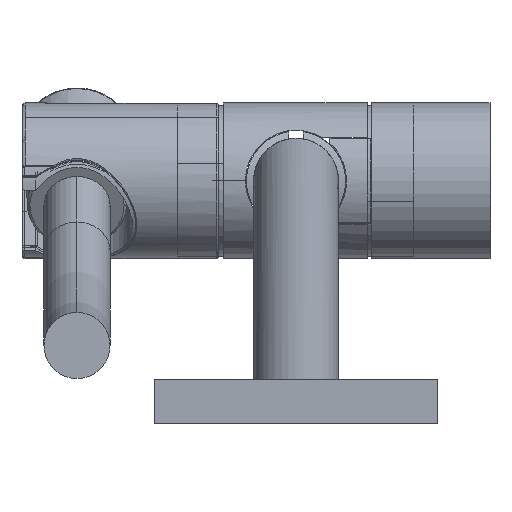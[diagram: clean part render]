
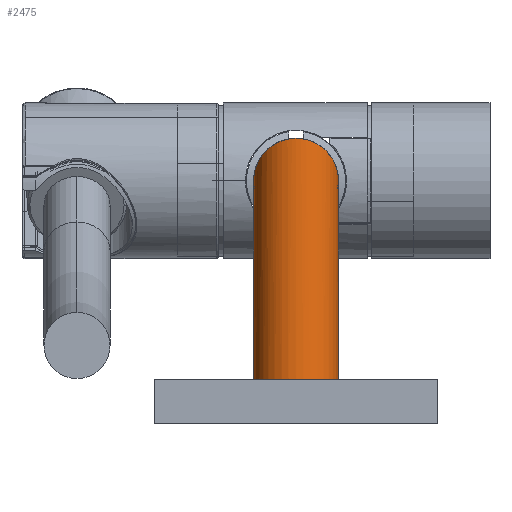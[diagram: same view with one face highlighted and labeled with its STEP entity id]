
A CAD part, front view. The second image highlights one B-rep face of the part: STEP entity #2475.
In plain terms, the highlighted cylindrical face has radius 9 mm (diameter 18 mm), a partial arc.
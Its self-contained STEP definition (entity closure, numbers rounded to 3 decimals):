
#73 =( BOUNDED_CURVE ( )  B_SPLINE_CURVE ( 3, ( #1093, #1657, #1001, #1252 ),
 .UNSPECIFIED., .F., .F. ) 
 B_SPLINE_CURVE_WITH_KNOTS ( ( 4, 4 ),
 ( 4.712, 6.283 ),
 .UNSPECIFIED. ) 
 CURVE ( )  GEOMETRIC_REPRESENTATION_ITEM ( )  RATIONAL_B_SPLINE_CURVE ( ( 1., 0.805, 0.805, 1. ) ) 
 REPRESENTATION_ITEM ( '' )  );
#197 = CARTESIAN_POINT ( 'NONE',  ( 9., -400., -48. ) ) ;
#352 = CARTESIAN_POINT ( 'NONE',  ( 9., -400., 0. ) ) ;
#412 = CARTESIAN_POINT ( 'NONE',  ( 0., -409., 9. ) ) ;
#814 = VERTEX_POINT ( 'NONE', #5892 ) ;
#882 = CARTESIAN_POINT ( 'NONE',  ( 9., -405.272, 5.272 ) ) ;
#1001 = CARTESIAN_POINT ( 'NONE',  ( -5.272, -409., 9. ) ) ;
#1080 = DIRECTION ( 'NONE',  ( -1., 0., 0. ) ) ;
#1093 = CARTESIAN_POINT ( 'NONE',  ( -9., -400., 0. ) ) ;
#1101 = DIRECTION ( 'NONE',  ( 0., 0., -1. ) ) ;
#1109 = CARTESIAN_POINT ( 'NONE',  ( 5.272, -409., 9. ) ) ;
#1110 = CARTESIAN_POINT ( 'NONE',  ( 0., -400., -48. ) ) ;
#1187 = DIRECTION ( 'NONE',  ( 0., 0., -1. ) ) ;
#1252 = CARTESIAN_POINT ( 'NONE',  ( 0., -409., 9. ) ) ;
#1545 = EDGE_CURVE ( 'NONE', #3562, #7856, #7301, .T. ) ;
#1547 = DIRECTION ( 'NONE',  ( 0., 0., -1. ) ) ;
#1576 = EDGE_CURVE ( 'NONE', #7856, #6730, #5904, .T. ) ;
#1598 = EDGE_CURVE ( 'NONE', #5530, #814, #5861, .T. ) ;
#1603 = CARTESIAN_POINT ( 'NONE',  ( -9., -400., 0. ) ) ;
#1641 = ORIENTED_EDGE ( 'NONE', *, *, #1576, .F. ) ;
#1657 = CARTESIAN_POINT ( 'NONE',  ( -9., -405.272, 5.272 ) ) ;
#1668 = EDGE_CURVE ( 'NONE', #5530, #3562, #73, .T. ) ;
#1677 = EDGE_CURVE ( 'NONE', #6730, #814, #5782, .T. ) ;
#2475 = ADVANCED_FACE ( 'NONE', ( #4264 ), #4169, .T. ) ;
#2518 = ORIENTED_EDGE ( 'NONE', *, *, #1545, .F. ) ;
#2880 = EDGE_LOOP ( 'NONE', ( #1641, #2518, #3295, #4162, #5107 ) ) ;
#2967 = DIRECTION ( 'NONE',  ( -1., 0., 0. ) ) ;
#3192 = AXIS2_PLACEMENT_3D ( 'NONE', #7650, #1547, #2967 ) ;
#3295 = ORIENTED_EDGE ( 'NONE', *, *, #1668, .F. ) ;
#3562 = VERTEX_POINT ( 'NONE', #7645 ) ;
#4162 = ORIENTED_EDGE ( 'NONE', *, *, #1598, .T. ) ;
#4169 = CYLINDRICAL_SURFACE ( 'NONE', #3192, 9. ) ;
#4264 = FACE_OUTER_BOUND ( 'NONE', #2880, .T. ) ;
#4516 = CARTESIAN_POINT ( 'NONE',  ( -9., -400., 0. ) ) ;
#5107 = ORIENTED_EDGE ( 'NONE', *, *, #1677, .F. ) ;
#5530 = VERTEX_POINT ( 'NONE', #4516 ) ;
#5782 = CIRCLE ( 'NONE', #6923, 9. ) ;
#5821 = VECTOR ( 'NONE', #7559, 1000. ) ;
#5853 = VECTOR ( 'NONE', #1187, 1000. ) ;
#5861 = LINE ( 'NONE', #1603, #5821 ) ;
#5892 = CARTESIAN_POINT ( 'NONE',  ( -9., -400., -48. ) ) ;
#5904 = LINE ( 'NONE', #6301, #5853 ) ;
#6240 = CARTESIAN_POINT ( 'NONE',  ( 9., -400., 0. ) ) ;
#6301 = CARTESIAN_POINT ( 'NONE',  ( 9., -400., 0. ) ) ;
#6730 = VERTEX_POINT ( 'NONE', #197 ) ;
#6923 = AXIS2_PLACEMENT_3D ( 'NONE', #1110, #1101, #1080 ) ;
#7301 =( BOUNDED_CURVE ( )  B_SPLINE_CURVE ( 3, ( #412, #1109, #882, #352 ),
 .UNSPECIFIED., .F., .F. ) 
 B_SPLINE_CURVE_WITH_KNOTS ( ( 4, 4 ),
 ( 0., 1.571 ),
 .UNSPECIFIED. ) 
 CURVE ( )  GEOMETRIC_REPRESENTATION_ITEM ( )  RATIONAL_B_SPLINE_CURVE ( ( 1., 0.805, 0.805, 1. ) ) 
 REPRESENTATION_ITEM ( '' )  );
#7559 = DIRECTION ( 'NONE',  ( 0., 0., -1. ) ) ;
#7645 = CARTESIAN_POINT ( 'NONE',  ( 0., -409., 9. ) ) ;
#7650 = CARTESIAN_POINT ( 'NONE',  ( 0., -400., 0. ) ) ;
#7856 = VERTEX_POINT ( 'NONE', #6240 ) ;
